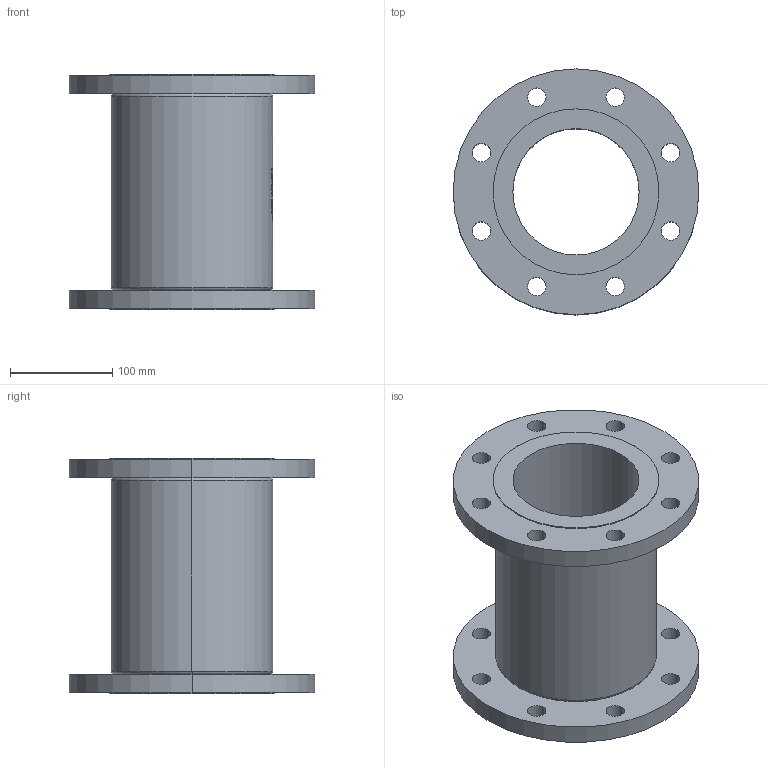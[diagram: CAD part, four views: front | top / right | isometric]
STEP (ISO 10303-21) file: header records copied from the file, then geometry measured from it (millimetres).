
FILE_DESCRIPTION (( 'STEP AP214' ), '1' );
FILE_NAME ('7150000_DN125_PN06_51422040.STEP', '2022-02-02T09:27:35', ( 'axxx' ), ( 'Hewlett-Packard Company' ), 'SwSTEP 2.0', 'SolidWorks 2019', '' );
FILE_SCHEMA (( 'AUTOMOTIVE_DESIGN' ));
Length unit declared in the file: millimetre
Products named in the file (1): 7150000_DN125_PN06_51422040
Bounding box: 240 x 240 x 230 mm (x, y, z)
Volume: 2584384.8 mm3; surface area: 344209.5 mm2
Topology: 1 solids, 1 shells, 540 faces, 1412 edges, 940 vertices
Faces by surface type: plane 256, bspline 216, cylinder 64, torus 4
Entity records: 29019 total; most frequent: CARTESIAN_POINT 17081, ORIENTED_EDGE 2824, DIRECTION 1743, EDGE_CURVE 1412, VERTEX_POINT 940, VECTOR 771, LINE 771, EDGE_LOOP 640
